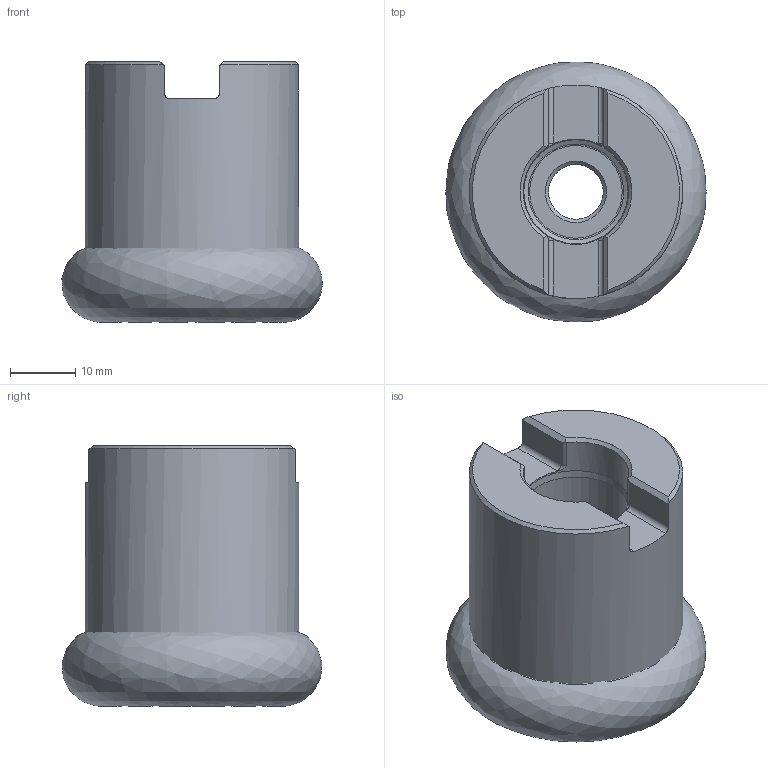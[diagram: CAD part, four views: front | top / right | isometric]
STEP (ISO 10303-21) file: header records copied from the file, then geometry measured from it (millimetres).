
FILE_DESCRIPTION(/* description */ (''),/* implementation_level */ '2;1');
FILE_NAME(/* name */ '40A03R_SMORC12_C_115009773ndi000_00_SIM.stp',/* time_stamp */ '2019-12-16T14:14:07+01:00',/* author */ (''),/* organization */ (''),/* preprocessor_version */ 'ST-DEVELOPER v16.7',/* originating_system */ 'SIEMENS PLM Software NX 12.0',/* authorisation */ '');
FILE_SCHEMA (('AUTOMOTIVE_DESIGN { 1 0 10303 214 3 1 1 1 }'));
Length unit declared in the file: millimetre
Products named in the file (1): pp073CE8171Alf07
Bounding box: 39.94 x 39.91 x 39.99 mm (x, y, z)
Volume: 36521.6 mm3; surface area: 10594.2 mm2
Topology: 2 solids, 2 shells, 58 faces, 146 edges, 90 vertices
Faces by surface type: cylinder 20, plane 14, torus 12, cone 11, bspline 1
Full cylindrical faces by diameter (mm): 8.4 x1, 8.85 x1, 12.35 x1, 16.005 x1, 16.2 x1, 32.8 x1
Entity records: 6565 total; most frequent: CARTESIAN_POINT 5275, DIRECTION 268, ORIENTED_EDGE 232, AXIS2_PLACEMENT_3D 118, EDGE_CURVE 116, VERTEX_POINT 83, EDGE_LOOP 80, ADVANCED_FACE 58
